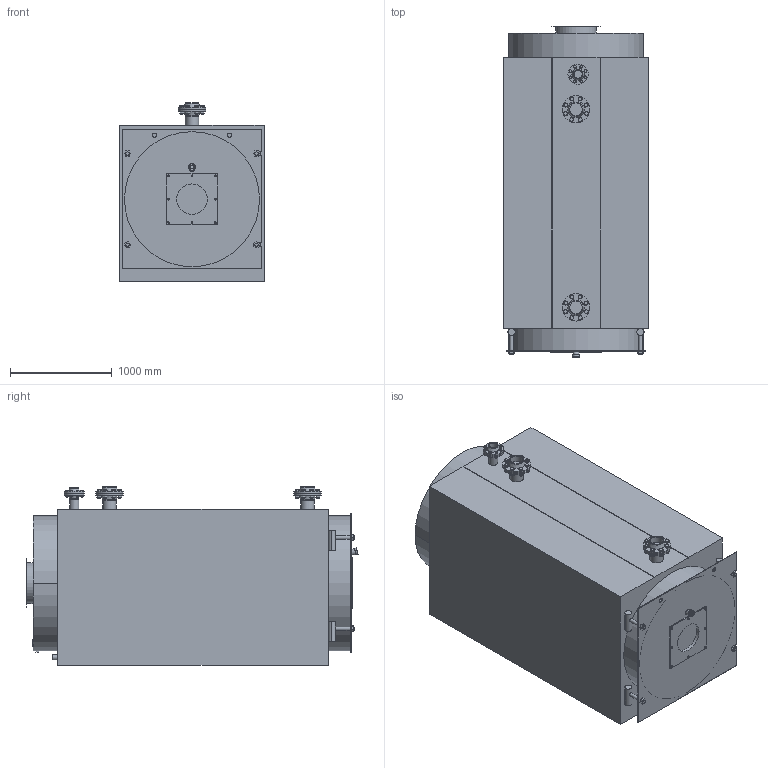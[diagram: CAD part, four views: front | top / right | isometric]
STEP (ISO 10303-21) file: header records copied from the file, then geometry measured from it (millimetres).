
FILE_DESCRIPTION(/* description */ (''),/* implementation_level */ '2;1');
FILE_NAME(/* name */ '1450.stp',/* time_stamp */ '2022-04-21T10:29:47+03:00',/* author */ ('Пользователь'),/* organization */ (''),/* preprocessor_version */ 'ST-DEVELOPER v18.1',/* originating_system */ 'Autodesk Inventor 2022',/* authorisation */ '');
FILE_SCHEMA (('AUTOMOTIVE_DESIGN { 1 0 10303 214 3 1 1 }'));
Length unit declared in the file: millimetre
Products named in the file (10): 1450; 1450_1; FC-125DN; ISO 7005-2 Фланец приварной 
с буртиком, тип 
11 - ISO PN 25 Чугун с шаровидным 
графитом DN125; AS 1110 - M24 x 70; AS 1112 - M24  Тип 10; FC-80DN; ISO 7005-2 Фланец приварной 
с буртиком, тип 
11 - ISO PN 25 Чугун с шаровидным 
графитом DN80; AS 1110 - M16 x 55; AS 1112 - M16  Тип 10
Assembly tree (40 placements, depth 3):
  1450
    1450_1
    FC-125DN  x2
      ISO 7005-2 Фланец приварной 
с буртиком, тип 
11 - ISO PN 25 Чугун с шаровидным 
графитом DN125
      AS 1110 - M24 x 70
      AS 1112 - M24  Тип 10
    FC-80DN
      ISO 7005-2 Фланец приварной 
с буртиком, тип 
11 - ISO PN 25 Чугун с шаровидным 
графитом DN80  x2
      AS 1110 - M16 x 55  x8
      AS 1112 - M16  Тип 10  x8
Bounding box: 1420 x 3268.59 x 1762 mm (x, y, z)
Volume: 6502402037.6 mm3; surface area: 24966021.9 mm2
Topology: 60 solids, 70 shells, 1474 faces, 3177 edges, 1918 vertices
Faces by surface type: plane 769, cone 510, cylinder 195
Full cylindrical faces by diameter (mm): 12 x10, 13.835 x8, 16 x8, 19 x16, 20.752 x16, 24 x24, 28 x32, 34 x8, 36 x16, 40 x6, 48 x1, 57 x1, 65 x1, 80 x2, 89 x1, 92 x2, 125 x4, 132 x2, 133 x2, 137 x4, 184 x4, 200 x2, 270 x4, 300 x1, 394 x1, 400 x1, 480 x1, 1330 x1
Entity records: 10919 total; most frequent: CARTESIAN_POINT 2133, DIRECTION 1791, ORIENTED_EDGE 1614, EDGE_CURVE 807, AXIS2_PLACEMENT_3D 642, VERTEX_POINT 528, LINE 507, VECTOR 507
